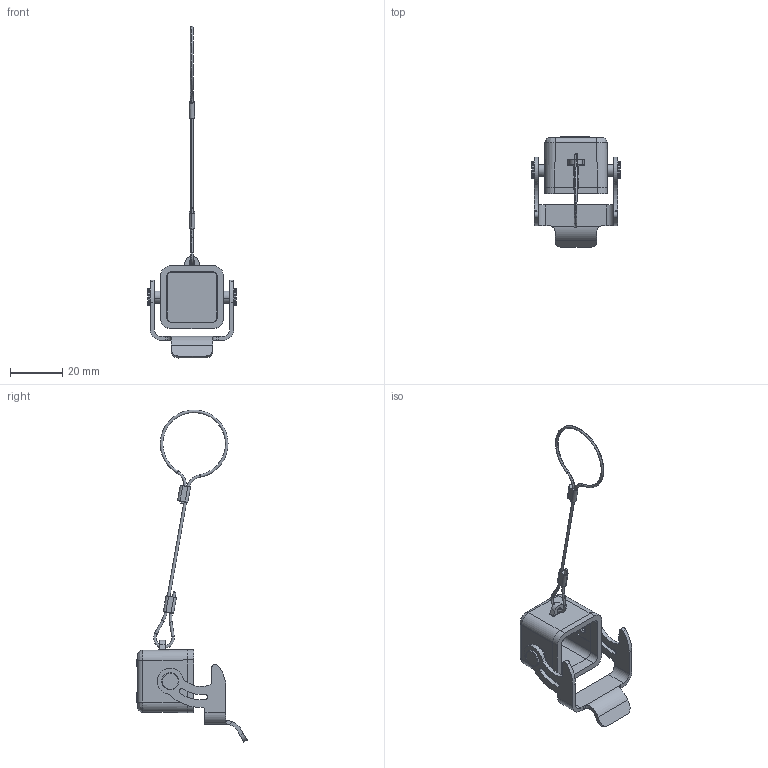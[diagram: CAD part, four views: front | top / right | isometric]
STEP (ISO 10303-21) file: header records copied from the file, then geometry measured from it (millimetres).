
FILE_DESCRIPTION((''),'2;1');
FILE_NAME('_ASM1_SW0001','2024-01-19T',('yp.zhu'),(''),'PRO/ENGINEER BY PARAMETRIC TECHNOLOGY CORPORATION, 2012480','PRO/ENGINEER BY PARAMETRIC TECHNOLOGY CORPORATION, 2012480','');
FILE_SCHEMA(('CONFIG_CONTROL_DESIGN'));
Length unit declared in the file: inch
Products named in the file (1): _ASM1_SW0001
Bounding box: 33.85 x 42.18 x 126.76 mm (x, y, z)
Volume: 5067.2 mm3; surface area: 8122.9 mm2
Topology: 2 solids, 2 shells, 294 faces, 772 edges, 502 vertices
Faces by surface type: cylinder 137, plane 118, torus 24, cone 8, bspline 6, sphere 1
Entity records: 10080 total; most frequent: CARTESIAN_POINT 2611, DIRECTION 1595, ORIENTED_EDGE 1536, EDGE_CURVE 768, AXIS2_PLACEMENT_3D 589, VERTEX_POINT 502, VECTOR 417, LINE 417
